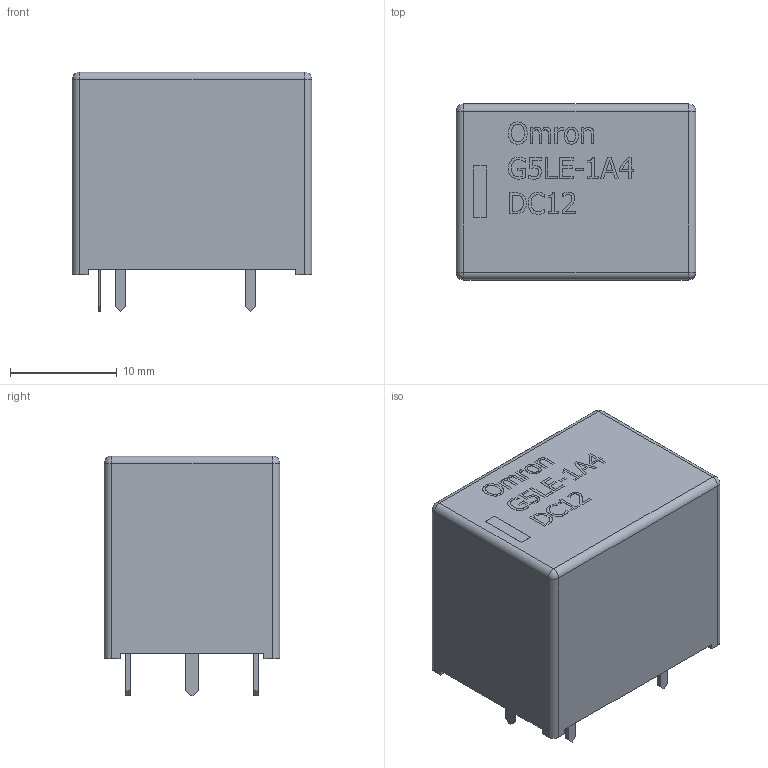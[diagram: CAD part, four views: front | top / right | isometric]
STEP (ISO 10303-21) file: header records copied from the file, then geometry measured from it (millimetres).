
FILE_DESCRIPTION(/* description */ (''),/* implementation_level */ '2;1');
FILE_NAME(/* name */ '1.stp',/* time_stamp */ '2019-02-23T18:44:29+05:00',/* author */ ('karim'),/* organization */ (''),/* preprocessor_version */ 'ST-DEVELOPER v15.6',/* originating_system */ 'Autodesk Inventor 2015',/* authorisation */ '');
FILE_SCHEMA (('AUTOMOTIVE_DESIGN { 1 0 10303 214 3 1 1 }'));
Length unit declared in the file: millimetre
Products named in the file (4): 1; 2; 3
Bounding box: 22.5 x 16.5 x 22.5 mm (x, y, z)
Volume: 6864.3 mm3; surface area: 2255.8 mm2
Topology: 23 solids, 23 shells, 329 faces, 837 edges, 554 vertices
Faces by surface type: plane 210, bspline 107, cylinder 8, sphere 4
Entity records: 10453 total; most frequent: CARTESIAN_POINT 3118, ORIENTED_EDGE 1674, DIRECTION 1097, EDGE_CURVE 837, LINE 607, VECTOR 607, VERTEX_POINT 554, EDGE_LOOP 339
